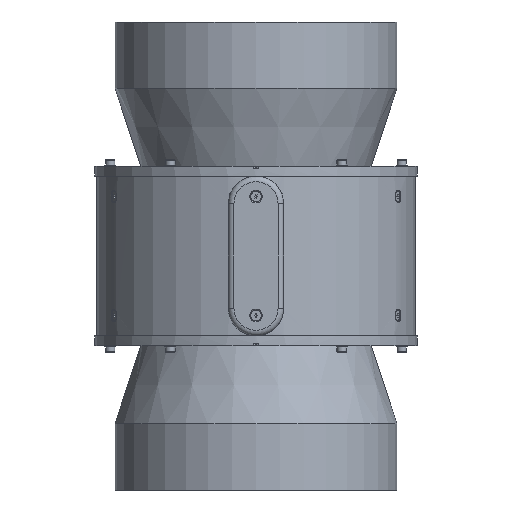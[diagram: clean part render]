
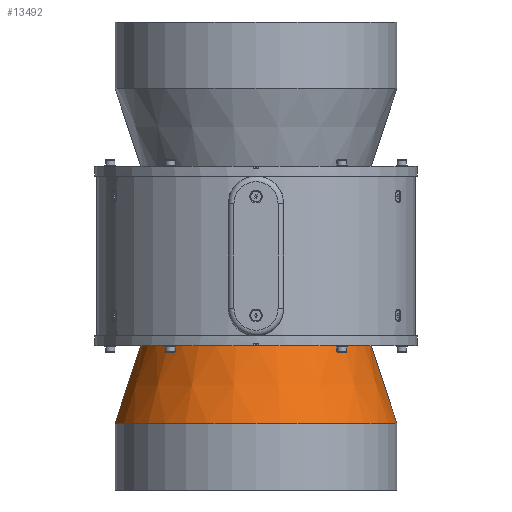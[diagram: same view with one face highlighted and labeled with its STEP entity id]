
A CAD part, front view. The second image highlights one B-rep face of the part: STEP entity #13492.
In plain terms, the highlighted conical face has half-angle 18.208 degrees and reference radius 103 mm.
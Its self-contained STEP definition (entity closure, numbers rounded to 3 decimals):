
#5134 = AXIS2_PLACEMENT_3D ( 'NONE', #46266, #50087, #34872 ) ;
#5915 = ORIENTED_EDGE ( 'NONE', *, *, #14071, .T. ) ;
#8646 = CARTESIAN_POINT ( 'NONE',  ( -32.992, 185.384, 131.035 ) ) ;
#9580 = EDGE_CURVE ( 'NONE', #18130, #41621, #43196, .T. ) ;
#12099 = ORIENTED_EDGE ( 'NONE', *, *, #31496, .T. ) ;
#13448 = DIRECTION ( 'NONE',  ( 0., 0., -1. ) ) ;
#13492 = ADVANCED_FACE ( 'NONE', ( #43396 ), #50055, .T. ) ;
#14071 = EDGE_CURVE ( 'NONE', #33062, #44306, #18533, .T. ) ;
#17173 = DIRECTION ( 'NONE',  ( 0.312, 0., -0.95 ) ) ;
#17754 = CARTESIAN_POINT ( 'NONE',  ( -137.637, 185.384, 126.035 ) ) ;
#18130 = VERTEX_POINT ( 'NONE', #25229 ) ;
#18533 = CIRCLE ( 'NONE', #31497, 128. ) ;
#19456 = CARTESIAN_POINT ( 'NONE',  ( -135.992, 185.384, 131.035 ) ) ;
#20069 = AXIS2_PLACEMENT_3D ( 'NONE', #8646, #13448, #25613 ) ;
#20871 = EDGE_LOOP ( 'NONE', ( #23742, #21190, #12099, #5915 ) ) ;
#21190 = ORIENTED_EDGE ( 'NONE', *, *, #9580, .T. ) ;
#23742 = ORIENTED_EDGE ( 'NONE', *, *, #46346, .F. ) ;
#25229 = CARTESIAN_POINT ( 'NONE',  ( 71.652, 185.384, 126.035 ) ) ;
#25613 = DIRECTION ( 'NONE',  ( -1., 0., 0. ) ) ;
#30118 = LINE ( 'NONE', #19456, #35665 ) ;
#31496 = EDGE_CURVE ( 'NONE', #41621, #33062, #30118, .T. ) ;
#31497 = AXIS2_PLACEMENT_3D ( 'NONE', #33847, #33615, #49310 ) ;
#32337 = CARTESIAN_POINT ( 'NONE',  ( 70.008, 185.384, 131.035 ) ) ;
#33062 = VERTEX_POINT ( 'NONE', #48661 ) ;
#33615 = DIRECTION ( 'NONE',  ( 0., 0., 1. ) ) ;
#33847 = CARTESIAN_POINT ( 'NONE',  ( -32.992, 185.384, 55.035 ) ) ;
#34872 = DIRECTION ( 'NONE',  ( -1., 0., 0. ) ) ;
#35665 = VECTOR ( 'NONE', #46326, 1000. ) ;
#40170 = LINE ( 'NONE', #32337, #46660 ) ;
#41621 = VERTEX_POINT ( 'NONE', #17754 ) ;
#43196 = CIRCLE ( 'NONE', #5134, 104.645 ) ;
#43396 = FACE_OUTER_BOUND ( 'NONE', #20871, .T. ) ;
#44306 = VERTEX_POINT ( 'NONE', #49510 ) ;
#46266 = CARTESIAN_POINT ( 'NONE',  ( -32.992, 185.384, 126.035 ) ) ;
#46326 = DIRECTION ( 'NONE',  ( -0.312, 0., -0.95 ) ) ;
#46346 = EDGE_CURVE ( 'NONE', #18130, #44306, #40170, .T. ) ;
#46660 = VECTOR ( 'NONE', #17173, 1000. ) ;
#48661 = CARTESIAN_POINT ( 'NONE',  ( -160.992, 185.384, 55.035 ) ) ;
#49310 = DIRECTION ( 'NONE',  ( 1., 0., 0. ) ) ;
#49510 = CARTESIAN_POINT ( 'NONE',  ( 95.008, 185.384, 55.035 ) ) ;
#50055 = CONICAL_SURFACE ( 'NONE', #20069, 103., 0.318 ) ;
#50087 = DIRECTION ( 'NONE',  ( 0., 0., -1. ) ) ;
